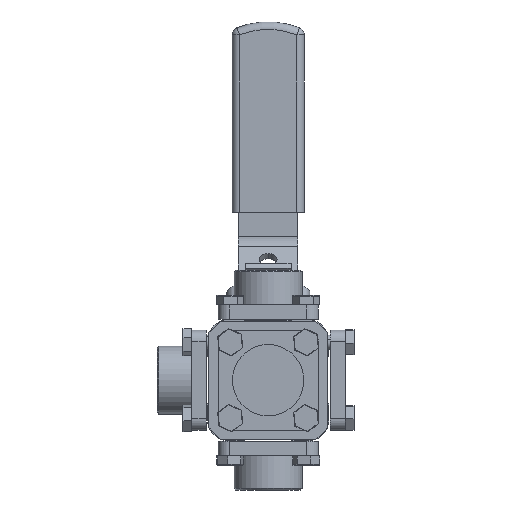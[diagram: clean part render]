
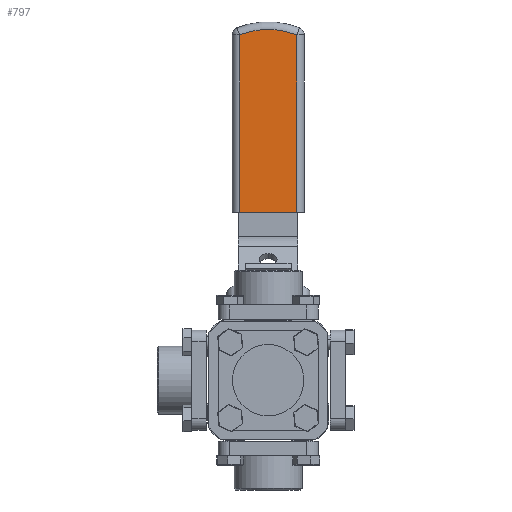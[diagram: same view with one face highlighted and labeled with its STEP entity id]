
A CAD part, front view. The second image highlights one B-rep face of the part: STEP entity #797.
In plain terms, the highlighted planar face has unit normal (0, -1, 0).
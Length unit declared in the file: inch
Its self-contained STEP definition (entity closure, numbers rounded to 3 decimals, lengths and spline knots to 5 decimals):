
#304 = VECTOR ( 'NONE', #20997, 39.37008 ) ;
#403 = PLANE ( 'NONE',  #12469 ) ;
#797 = ADVANCED_FACE ( 'NONE', ( #24275 ), #403, .F. ) ;
#1490 = DIRECTION ( 'NONE',  ( -1., 0., 0. ) ) ;
#2053 = LINE ( 'NONE', #28450, #304 ) ;
#3153 = ORIENTED_EDGE ( 'NONE', *, *, #14348, .T. ) ;
#5393 = DIRECTION ( 'NONE',  ( 0., 0., 1. ) ) ;
#5847 = CIRCLE ( 'NONE', #6829, 1.2275 ) ;
#6417 = EDGE_CURVE ( 'NONE', #26791, #27845, #25086, .T. ) ;
#6829 = AXIS2_PLACEMENT_3D ( 'NONE', #10782, #20570, #15865 ) ;
#7348 = VERTEX_POINT ( 'NONE', #22999 ) ;
#10652 = VECTOR ( 'NONE', #1490, 39.37008 ) ;
#10759 = EDGE_CURVE ( 'NONE', #23008, #7348, #5847, .T. ) ;
#10782 = CARTESIAN_POINT ( 'NONE',  ( 0., 2.975, 4.55541 ) ) ;
#11684 = EDGE_LOOP ( 'NONE', ( #21158, #3153, #27421, #18390 ) ) ;
#12469 = AXIS2_PLACEMENT_3D ( 'NONE', #19484, #26456, #14785 ) ;
#12528 = VECTOR ( 'NONE', #5393, 39.37008 ) ;
#14348 = EDGE_CURVE ( 'NONE', #26791, #23008, #26088, .T. ) ;
#14785 = DIRECTION ( 'NONE',  ( -1., 0., 0. ) ) ;
#15732 = CARTESIAN_POINT ( 'NONE',  ( -0.5935, 2.975, 2.77074 ) ) ;
#15865 = DIRECTION ( 'NONE',  ( -1., 0., 0. ) ) ;
#17051 = EDGE_CURVE ( 'NONE', #7348, #27845, #2053, .T. ) ;
#18263 = CARTESIAN_POINT ( 'NONE',  ( 0.4685, 2.975, 2.77074 ) ) ;
#18390 = ORIENTED_EDGE ( 'NONE', *, *, #17051, .T. ) ;
#19484 = CARTESIAN_POINT ( 'NONE',  ( 0., 2.975, 4.55541 ) ) ;
#20570 = DIRECTION ( 'NONE',  ( 0., -1., 0. ) ) ;
#20997 = DIRECTION ( 'NONE',  ( 0., 0., -1. ) ) ;
#21158 = ORIENTED_EDGE ( 'NONE', *, *, #6417, .F. ) ;
#22211 = CARTESIAN_POINT ( 'NONE',  ( 0.4685, 2.975, 5.68999 ) ) ;
#22999 = CARTESIAN_POINT ( 'NONE',  ( -0.4685, 2.975, 5.68999 ) ) ;
#23008 = VERTEX_POINT ( 'NONE', #22211 ) ;
#23777 = CARTESIAN_POINT ( 'NONE',  ( 0.4685, 2.975, 5.77074 ) ) ;
#24275 = FACE_OUTER_BOUND ( 'NONE', #11684, .T. ) ;
#24843 = CARTESIAN_POINT ( 'NONE',  ( -0.4685, 2.975, 2.77074 ) ) ;
#25086 = LINE ( 'NONE', #15732, #10652 ) ;
#26088 = LINE ( 'NONE', #23777, #12528 ) ;
#26456 = DIRECTION ( 'NONE',  ( 0., 1., 0. ) ) ;
#26791 = VERTEX_POINT ( 'NONE', #18263 ) ;
#27421 = ORIENTED_EDGE ( 'NONE', *, *, #10759, .T. ) ;
#27845 = VERTEX_POINT ( 'NONE', #24843 ) ;
#28450 = CARTESIAN_POINT ( 'NONE',  ( -0.4685, 2.975, 2.77074 ) ) ;
